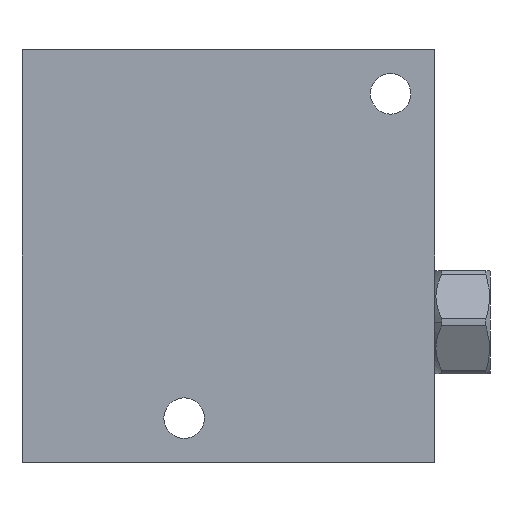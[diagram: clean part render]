
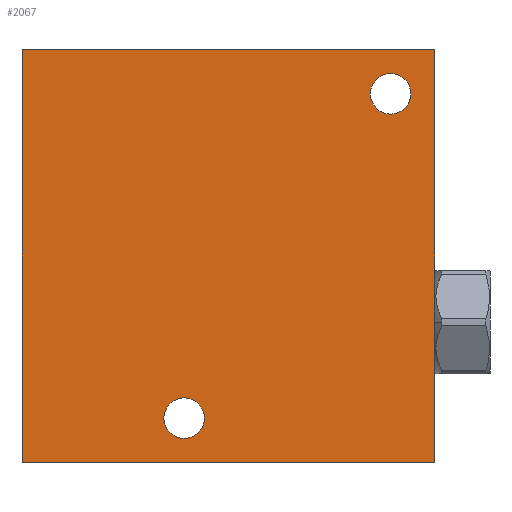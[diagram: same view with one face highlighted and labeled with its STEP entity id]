
A CAD part, left-side view. The second image highlights one B-rep face of the part: STEP entity #2067.
In plain terms, the highlighted planar face has unit normal (-1, 0, 0).
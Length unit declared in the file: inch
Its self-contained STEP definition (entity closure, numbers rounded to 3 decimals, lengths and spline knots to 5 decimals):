
#1=DIRECTION('',(0.,-1.,0.));
#2=VECTOR('',#1,3.5);
#3=CARTESIAN_POINT('',(0.,0.,0.));
#4=LINE('',#3,#2);
#37=DIRECTION('',(0.,0.,1.));
#38=VECTOR('',#37,3.5);
#39=CARTESIAN_POINT('',(0.,0.,0.));
#40=LINE('',#39,#38);
#41=CARTESIAN_POINT('',(0.,-1.375,0.375));
#42=DIRECTION('',(1.,0.,0.));
#43=DIRECTION('',(0.,0.,-1.));
#44=AXIS2_PLACEMENT_3D('',#41,#42,#43);
#46=CARTESIAN_POINT('',(0.,-1.375,0.375));
#47=DIRECTION('',(1.,0.,0.));
#48=DIRECTION('',(0.,0.,1.));
#49=AXIS2_PLACEMENT_3D('',#46,#47,#48);
#51=CARTESIAN_POINT('',(0.,-3.125,3.125));
#52=DIRECTION('',(1.,0.,0.));
#53=DIRECTION('',(0.,0.,-1.));
#54=AXIS2_PLACEMENT_3D('',#51,#52,#53);
#56=CARTESIAN_POINT('',(0.,-3.125,3.125));
#57=DIRECTION('',(1.,0.,0.));
#58=DIRECTION('',(0.,0.,1.));
#59=AXIS2_PLACEMENT_3D('',#56,#57,#58);
#89=DIRECTION('',(0.,0.,1.));
#90=VECTOR('',#89,3.5);
#91=CARTESIAN_POINT('',(0.,-3.5,0.));
#92=LINE('',#91,#90);
#113=DIRECTION('',(0.,-1.,0.));
#114=VECTOR('',#113,3.5);
#115=CARTESIAN_POINT('',(0.,0.,3.5));
#116=LINE('',#115,#114);
#1711=CARTESIAN_POINT('',(0.,0.,0.));
#1712=CARTESIAN_POINT('',(0.,-3.5,0.));
#1713=VERTEX_POINT('',#1711);
#1714=VERTEX_POINT('',#1712);
#1719=CARTESIAN_POINT('',(0.,0.,3.5));
#1720=CARTESIAN_POINT('',(0.,-3.5,3.5));
#1721=VERTEX_POINT('',#1719);
#1722=VERTEX_POINT('',#1720);
#1787=CARTESIAN_POINT('',(0.,-1.375,0.203));
#1788=CARTESIAN_POINT('',(0.,-1.375,0.547));
#1789=VERTEX_POINT('',#1787);
#1790=VERTEX_POINT('',#1788);
#1795=CARTESIAN_POINT('',(0.,-3.125,2.953));
#1796=CARTESIAN_POINT('',(0.,-3.125,3.297));
#1797=VERTEX_POINT('',#1795);
#1798=VERTEX_POINT('',#1796);
#2041=CARTESIAN_POINT('',(0.,0.,0.));
#2042=DIRECTION('',(-1.,0.,0.));
#2043=DIRECTION('',(0.,-1.,0.));
#2044=AXIS2_PLACEMENT_3D('',#2041,#2042,#2043);
#2045=PLANE('',#2044);
#2046=ORIENTED_EDGE('',*,*,#2018,.F.);
#2048=ORIENTED_EDGE('',*,*,#2047,.T.);
#2050=ORIENTED_EDGE('',*,*,#2049,.T.);
#2052=ORIENTED_EDGE('',*,*,#2051,.F.);
#2053=EDGE_LOOP('',(#2046,#2048,#2050,#2052));
#2054=FACE_OUTER_BOUND('',#2053,.F.);
#2056=ORIENTED_EDGE('',*,*,#2055,.F.);
#2058=ORIENTED_EDGE('',*,*,#2057,.F.);
#2059=EDGE_LOOP('',(#2056,#2058));
#2060=FACE_BOUND('',#2059,.F.);
#2062=ORIENTED_EDGE('',*,*,#2061,.F.);
#2064=ORIENTED_EDGE('',*,*,#2063,.F.);
#2065=EDGE_LOOP('',(#2062,#2064));
#2066=FACE_BOUND('',#2065,.F.);
#2067=ADVANCED_FACE('',(#2054,#2060,#2066),#2045,.T.);
#45=CIRCLE('',#44,0.172);
#50=CIRCLE('',#49,0.172);
#55=CIRCLE('',#54,0.172);
#60=CIRCLE('',#59,0.172);
#2018=EDGE_CURVE('',#1713,#1714,#4,.T.);
#2047=EDGE_CURVE('',#1713,#1721,#40,.T.);
#2049=EDGE_CURVE('',#1721,#1722,#116,.T.);
#2051=EDGE_CURVE('',#1714,#1722,#92,.T.);
#2055=EDGE_CURVE('',#1789,#1790,#45,.T.);
#2057=EDGE_CURVE('',#1790,#1789,#50,.T.);
#2061=EDGE_CURVE('',#1797,#1798,#55,.T.);
#2063=EDGE_CURVE('',#1798,#1797,#60,.T.);
